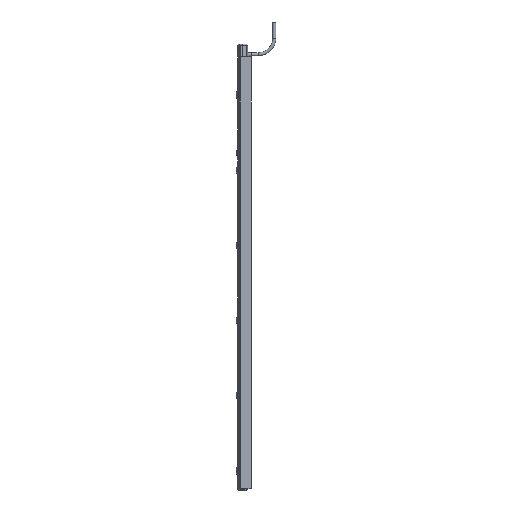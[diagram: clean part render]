
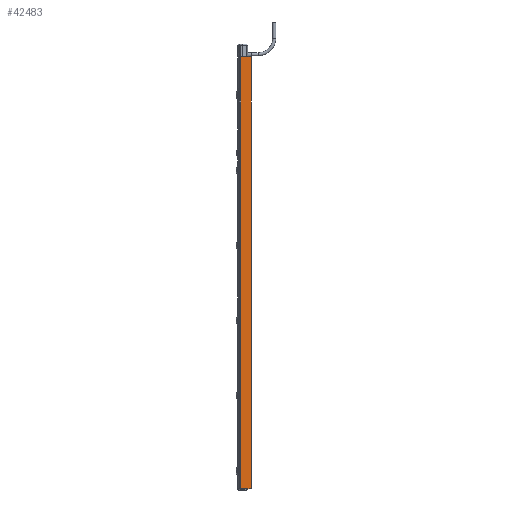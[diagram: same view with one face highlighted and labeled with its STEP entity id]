
A CAD part, left-side view. The second image highlights one B-rep face of the part: STEP entity #42483.
In plain terms, the highlighted planar face has unit normal (-1, 0, 0).
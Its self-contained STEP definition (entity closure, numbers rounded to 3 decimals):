
#2717=DIRECTION('',(0.,-1.,0.));
#2718=VECTOR('',#2717,13.223);
#2719=CARTESIAN_POINT('',(-6.,4.973,-269.45));
#2720=LINE('',#2719,#2718);
#2834=DIRECTION('',(0.,0.,-1.));
#2835=VECTOR('',#2834,534.45);
#2836=CARTESIAN_POINT('',(-6.,4.973,265.));
#2837=LINE('',#2836,#2835);
#25548=DIRECTION('',(0.,-1.,0.));
#25549=VECTOR('',#25548,13.223);
#25550=CARTESIAN_POINT('',(-6.,4.973,265.));
#25551=LINE('',#25550,#25549);
#25715=DIRECTION('',(0.,0.,1.));
#25716=VECTOR('',#25715,534.45);
#25717=CARTESIAN_POINT('',(-6.,-8.25,-269.45));
#25718=LINE('',#25717,#25716);
#35967=CARTESIAN_POINT('',(-6.,-8.25,-269.45));
#35968=CARTESIAN_POINT('',(-6.,-8.25,265.));
#35969=VERTEX_POINT('',#35967);
#35970=VERTEX_POINT('',#35968);
#36007=CARTESIAN_POINT('',(-6.,4.973,-269.45));
#36008=VERTEX_POINT('',#36007);
#36011=CARTESIAN_POINT('',(-6.,4.973,265.));
#36012=VERTEX_POINT('',#36011);
#42469=CARTESIAN_POINT('',(-6.,5.317,-269.45));
#42470=DIRECTION('',(-1.,0.,0.));
#42471=DIRECTION('',(0.,-1.,0.));
#42472=AXIS2_PLACEMENT_3D('',#42469,#42470,#42471);
#42473=PLANE('',#42472);
#42474=ORIENTED_EDGE('',*,*,#42363,.F.);
#42476=ORIENTED_EDGE('',*,*,#42475,.F.);
#42478=ORIENTED_EDGE('',*,*,#42477,.T.);
#42480=ORIENTED_EDGE('',*,*,#42479,.F.);
#42481=EDGE_LOOP('',(#42474,#42476,#42478,#42480));
#42482=FACE_OUTER_BOUND('',#42481,.F.);
#42483=ADVANCED_FACE('',(#42482),#42473,.T.);
#42363=EDGE_CURVE('',#36008,#35969,#2720,.T.);
#42475=EDGE_CURVE('',#36012,#36008,#2837,.T.);
#42477=EDGE_CURVE('',#36012,#35970,#25551,.T.);
#42479=EDGE_CURVE('',#35969,#35970,#25718,.T.);
